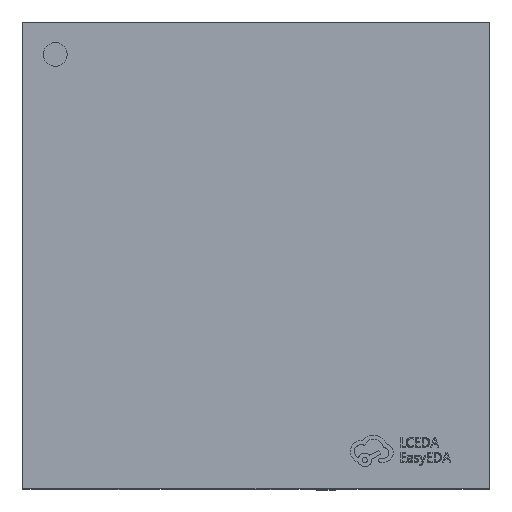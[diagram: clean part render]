
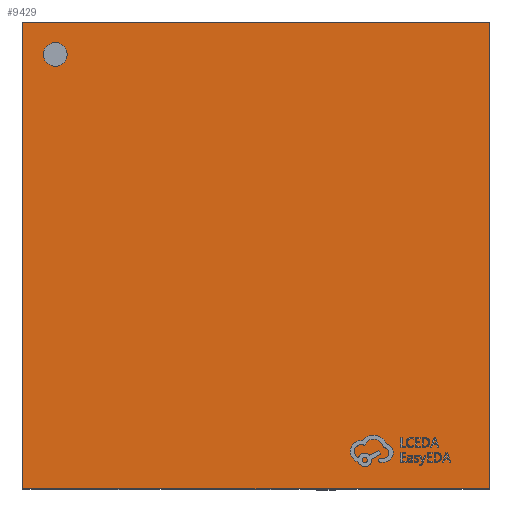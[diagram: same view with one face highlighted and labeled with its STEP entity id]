
A CAD part, top view. The second image highlights one B-rep face of the part: STEP entity #9429.
In plain terms, the highlighted planar face has unit normal (0, 0, 1).
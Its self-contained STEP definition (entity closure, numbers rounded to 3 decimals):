
#382 = CARTESIAN_POINT ( 'NONE',  ( 2.5, -2.5, 0.75 ) ) ;
#570 = DIRECTION ( 'NONE',  ( 0., -1., 0. ) ) ;
#1200 = CIRCLE ( 'NONE', #15307, 0.128 ) ;
#1886 = VERTEX_POINT ( 'NONE', #25581 ) ;
#2725 = VECTOR ( 'NONE', #28719, 1000. ) ;
#2896 = VERTEX_POINT ( 'NONE', #12285 ) ;
#3197 = CARTESIAN_POINT ( 'NONE',  ( -2.5, 2.5, 0.75 ) ) ;
#3808 = CIRCLE ( 'NONE', #21408, 0.128 ) ;
#3862 = CARTESIAN_POINT ( 'NONE',  ( 0., 0., 0.75 ) ) ;
#4478 = CARTESIAN_POINT ( 'NONE',  ( -2.026, 2.161, 0.75 ) ) ;
#5071 = CARTESIAN_POINT ( 'NONE',  ( 2.5, 2.5, 0.75 ) ) ;
#5847 = VERTEX_POINT ( 'NONE', #30769 ) ;
#6769 = DIRECTION ( 'NONE',  ( 0., 0., 1. ) ) ;
#8116 = CARTESIAN_POINT ( 'NONE',  ( -2.153, 2.161, 0.75 ) ) ;
#8480 = VERTEX_POINT ( 'NONE', #382 ) ;
#8567 = FACE_OUTER_BOUND ( 'NONE', #26436, .T. ) ;
#9192 = DIRECTION ( 'NONE',  ( 1., 0., 0. ) ) ;
#9429 = ADVANCED_FACE ( 'NONE', ( #30166, #8567 ), #16271, .T. ) ;
#11724 = DIRECTION ( 'NONE',  ( -1., 0., 0. ) ) ;
#12189 = EDGE_CURVE ( 'NONE', #8480, #5847, #31068, .T. ) ;
#12285 = CARTESIAN_POINT ( 'NONE',  ( -2.281, 2.161, 0.75 ) ) ;
#12589 = ORIENTED_EDGE ( 'NONE', *, *, #16693, .F. ) ;
#13341 = ORIENTED_EDGE ( 'NONE', *, *, #23661, .T. ) ;
#13459 = EDGE_CURVE ( 'NONE', #26742, #1886, #24693, .T. ) ;
#14395 = CARTESIAN_POINT ( 'NONE',  ( -2.5, 2.5, 0.75 ) ) ;
#14951 = VECTOR ( 'NONE', #570, 1000. ) ;
#14961 = VERTEX_POINT ( 'NONE', #4478 ) ;
#15307 = AXIS2_PLACEMENT_3D ( 'NONE', #8116, #24259, #25013 ) ;
#16104 = LINE ( 'NONE', #25758, #16784 ) ;
#16271 = PLANE ( 'NONE',  #24716 ) ;
#16693 = EDGE_CURVE ( 'NONE', #2896, #14961, #3808, .T. ) ;
#16784 = VECTOR ( 'NONE', #18158, 1000. ) ;
#17915 = EDGE_LOOP ( 'NONE', ( #21846, #12589 ) ) ;
#18158 = DIRECTION ( 'NONE',  ( 1., 0., 0. ) ) ;
#18470 = ORIENTED_EDGE ( 'NONE', *, *, #29711, .T. ) ;
#18905 = EDGE_CURVE ( 'NONE', #14961, #2896, #1200, .T. ) ;
#20729 = ORIENTED_EDGE ( 'NONE', *, *, #12189, .T. ) ;
#21164 = DIRECTION ( 'NONE',  ( 0., 0., 1. ) ) ;
#21408 = AXIS2_PLACEMENT_3D ( 'NONE', #30426, #6769, #22997 ) ;
#21846 = ORIENTED_EDGE ( 'NONE', *, *, #18905, .F. ) ;
#22453 = VECTOR ( 'NONE', #11724, 1000. ) ;
#22997 = DIRECTION ( 'NONE',  ( 1., 0., 0. ) ) ;
#23661 = EDGE_CURVE ( 'NONE', #5847, #26742, #28603, .T. ) ;
#24259 = DIRECTION ( 'NONE',  ( 0., 0., 1. ) ) ;
#24693 = LINE ( 'NONE', #25179, #14951 ) ;
#24716 = AXIS2_PLACEMENT_3D ( 'NONE', #3862, #21164, #9192 ) ;
#25013 = DIRECTION ( 'NONE',  ( 1., 0., 0. ) ) ;
#25179 = CARTESIAN_POINT ( 'NONE',  ( -2.5, 2.5, 0.75 ) ) ;
#25581 = CARTESIAN_POINT ( 'NONE',  ( -2.5, -2.5, 0.75 ) ) ;
#25758 = CARTESIAN_POINT ( 'NONE',  ( -2.5, -2.5, 0.75 ) ) ;
#26436 = EDGE_LOOP ( 'NONE', ( #20729, #13341, #31160, #18470 ) ) ;
#26742 = VERTEX_POINT ( 'NONE', #3197 ) ;
#28603 = LINE ( 'NONE', #14395, #22453 ) ;
#28719 = DIRECTION ( 'NONE',  ( 0., 1., 0. ) ) ;
#29711 = EDGE_CURVE ( 'NONE', #1886, #8480, #16104, .T. ) ;
#30166 = FACE_BOUND ( 'NONE', #17915, .T. ) ;
#30426 = CARTESIAN_POINT ( 'NONE',  ( -2.153, 2.161, 0.75 ) ) ;
#30769 = CARTESIAN_POINT ( 'NONE',  ( 2.5, 2.5, 0.75 ) ) ;
#31068 = LINE ( 'NONE', #5071, #2725 ) ;
#31160 = ORIENTED_EDGE ( 'NONE', *, *, #13459, .T. ) ;
